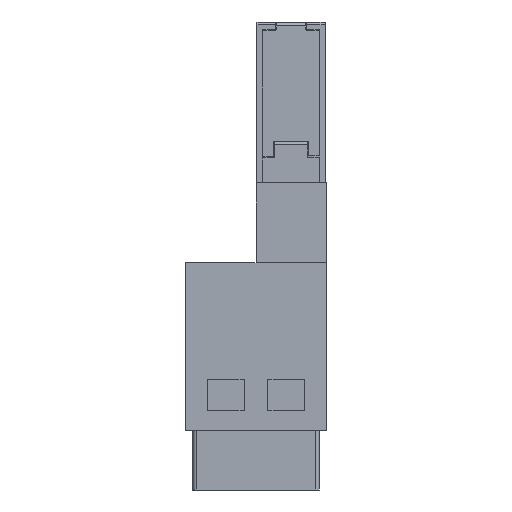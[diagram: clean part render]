
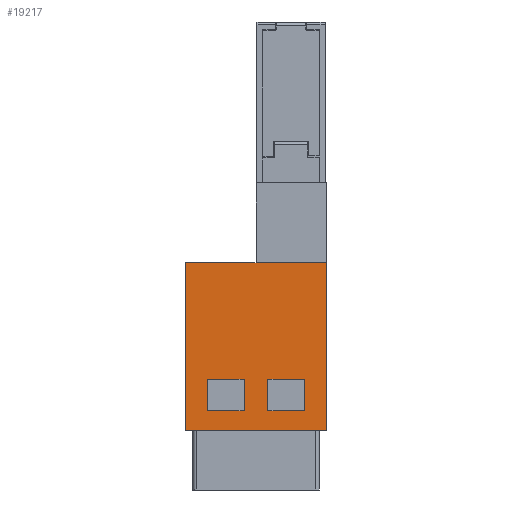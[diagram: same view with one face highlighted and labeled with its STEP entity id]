
A CAD part, front view. The second image highlights one B-rep face of the part: STEP entity #19217.
In plain terms, the highlighted planar face has unit normal (0, -1, 0).
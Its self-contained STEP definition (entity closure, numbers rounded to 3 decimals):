
#19141=AXIS2_PLACEMENT_3D('Plane Axis2P3D',#19138,#19139,#19140) ;
#154=CARTESIAN_POINT('Vertex',(0.,0.,58.4)) ;
#157=CARTESIAN_POINT('Line Origine',(18.,0.,58.4)) ;
#161=CARTESIAN_POINT('Vertex',(36.,0.,58.4)) ;
#816=CARTESIAN_POINT('Vertex',(0.,0.,15.4)) ;
#819=CARTESIAN_POINT('Line Origine',(0.,0.,36.9)) ;
#853=CARTESIAN_POINT('Line Origine',(36.,0.,36.9)) ;
#857=CARTESIAN_POINT('Vertex',(36.,0.,15.4)) ;
#2892=CARTESIAN_POINT('Line Origine',(18.,0.,15.4)) ;
#19138=CARTESIAN_POINT('Axis2P3D Location',(0.,0.,58.4)) ;
#19149=CARTESIAN_POINT('Line Origine',(25.8,0.,20.35)) ;
#19153=CARTESIAN_POINT('Vertex',(21.05,0.,20.35)) ;
#19155=CARTESIAN_POINT('Vertex',(30.55,0.,20.35)) ;
#19158=CARTESIAN_POINT('Line Origine',(21.05,0.,24.425)) ;
#19162=CARTESIAN_POINT('Vertex',(21.05,0.,28.5)) ;
#19165=CARTESIAN_POINT('Line Origine',(25.8,0.,28.5)) ;
#19169=CARTESIAN_POINT('Vertex',(30.55,0.,28.5)) ;
#19172=CARTESIAN_POINT('Line Origine',(30.55,0.,24.425)) ;
#19183=CARTESIAN_POINT('Line Origine',(14.95,0.,24.425)) ;
#19187=CARTESIAN_POINT('Vertex',(14.95,0.,20.35)) ;
#19189=CARTESIAN_POINT('Vertex',(14.95,0.,28.5)) ;
#19192=CARTESIAN_POINT('Line Origine',(10.2,0.,20.35)) ;
#19196=CARTESIAN_POINT('Vertex',(5.45,0.,20.35)) ;
#19199=CARTESIAN_POINT('Line Origine',(5.45,0.,24.425)) ;
#19203=CARTESIAN_POINT('Vertex',(5.45,0.,28.5)) ;
#19206=CARTESIAN_POINT('Line Origine',(10.2,0.,28.5)) ;
#158=DIRECTION('Vector Direction',(1.,0.,0.)) ;
#820=DIRECTION('Vector Direction',(0.,0.,-1.)) ;
#854=DIRECTION('Vector Direction',(0.,0.,-1.)) ;
#2893=DIRECTION('Vector Direction',(1.,0.,0.)) ;
#19139=DIRECTION('Axis2P3D Direction',(0.,1.,0.)) ;
#19140=DIRECTION('Axis2P3D XDirection',(1.,0.,0.)) ;
#19150=DIRECTION('Vector Direction',(1.,0.,0.)) ;
#19159=DIRECTION('Vector Direction',(0.,0.,-1.)) ;
#19166=DIRECTION('Vector Direction',(-1.,0.,0.)) ;
#19173=DIRECTION('Vector Direction',(0.,0.,1.)) ;
#19184=DIRECTION('Vector Direction',(0.,0.,1.)) ;
#19193=DIRECTION('Vector Direction',(1.,0.,0.)) ;
#19200=DIRECTION('Vector Direction',(0.,0.,-1.)) ;
#19207=DIRECTION('Vector Direction',(-1.,0.,0.)) ;
#159=VECTOR('Line Direction',#158,1.) ;
#821=VECTOR('Line Direction',#820,1.) ;
#855=VECTOR('Line Direction',#854,1.) ;
#2894=VECTOR('Line Direction',#2893,1.) ;
#19151=VECTOR('Line Direction',#19150,1.) ;
#19160=VECTOR('Line Direction',#19159,1.) ;
#19167=VECTOR('Line Direction',#19166,1.) ;
#19174=VECTOR('Line Direction',#19173,1.) ;
#19185=VECTOR('Line Direction',#19184,1.) ;
#19194=VECTOR('Line Direction',#19193,1.) ;
#19201=VECTOR('Line Direction',#19200,1.) ;
#19208=VECTOR('Line Direction',#19207,1.) ;
#19144=ORIENTED_EDGE('',*,*,#2896,.T.) ;
#19145=ORIENTED_EDGE('',*,*,#859,.F.) ;
#19146=ORIENTED_EDGE('',*,*,#163,.F.) ;
#19147=ORIENTED_EDGE('',*,*,#823,.T.) ;
#19178=ORIENTED_EDGE('',*,*,#19157,.F.) ;
#19179=ORIENTED_EDGE('',*,*,#19164,.F.) ;
#19180=ORIENTED_EDGE('',*,*,#19171,.F.) ;
#19181=ORIENTED_EDGE('',*,*,#19176,.F.) ;
#19212=ORIENTED_EDGE('',*,*,#19191,.F.) ;
#19213=ORIENTED_EDGE('',*,*,#19198,.F.) ;
#19214=ORIENTED_EDGE('',*,*,#19205,.F.) ;
#19215=ORIENTED_EDGE('',*,*,#19210,.F.) ;
#19182=FACE_BOUND('',#19177,.T.) ;
#19216=FACE_BOUND('',#19211,.T.) ;
#19217=ADVANCED_FACE('VPU',(#19148,#19182,#19216),#19142,.F.) ;
#163=EDGE_CURVE('',#155,#162,#160,.T.) ;
#823=EDGE_CURVE('',#155,#817,#822,.T.) ;
#859=EDGE_CURVE('',#162,#858,#856,.T.) ;
#2896=EDGE_CURVE('',#817,#858,#2895,.T.) ;
#19157=EDGE_CURVE('',#19154,#19156,#19152,.T.) ;
#19164=EDGE_CURVE('',#19163,#19154,#19161,.T.) ;
#19171=EDGE_CURVE('',#19170,#19163,#19168,.T.) ;
#19176=EDGE_CURVE('',#19156,#19170,#19175,.T.) ;
#19191=EDGE_CURVE('',#19188,#19190,#19186,.T.) ;
#19198=EDGE_CURVE('',#19197,#19188,#19195,.T.) ;
#19205=EDGE_CURVE('',#19204,#19197,#19202,.T.) ;
#19210=EDGE_CURVE('',#19190,#19204,#19209,.T.) ;
#19143=EDGE_LOOP('',(#19144,#19145,#19146,#19147)) ;
#19177=EDGE_LOOP('',(#19178,#19179,#19180,#19181)) ;
#19211=EDGE_LOOP('',(#19212,#19213,#19214,#19215)) ;
#19148=FACE_OUTER_BOUND('',#19143,.T.) ;
#160=LINE('Line',#157,#159) ;
#822=LINE('Line',#819,#821) ;
#856=LINE('Line',#853,#855) ;
#2895=LINE('Line',#2892,#2894) ;
#19152=LINE('Line',#19149,#19151) ;
#19161=LINE('Line',#19158,#19160) ;
#19168=LINE('Line',#19165,#19167) ;
#19175=LINE('Line',#19172,#19174) ;
#19186=LINE('Line',#19183,#19185) ;
#19195=LINE('Line',#19192,#19194) ;
#19202=LINE('Line',#19199,#19201) ;
#19209=LINE('Line',#19206,#19208) ;
#19142=PLANE('',#19141) ;
#155=VERTEX_POINT('',#154) ;
#162=VERTEX_POINT('',#161) ;
#817=VERTEX_POINT('',#816) ;
#858=VERTEX_POINT('',#857) ;
#19154=VERTEX_POINT('',#19153) ;
#19156=VERTEX_POINT('',#19155) ;
#19163=VERTEX_POINT('',#19162) ;
#19170=VERTEX_POINT('',#19169) ;
#19188=VERTEX_POINT('',#19187) ;
#19190=VERTEX_POINT('',#19189) ;
#19197=VERTEX_POINT('',#19196) ;
#19204=VERTEX_POINT('',#19203) ;
